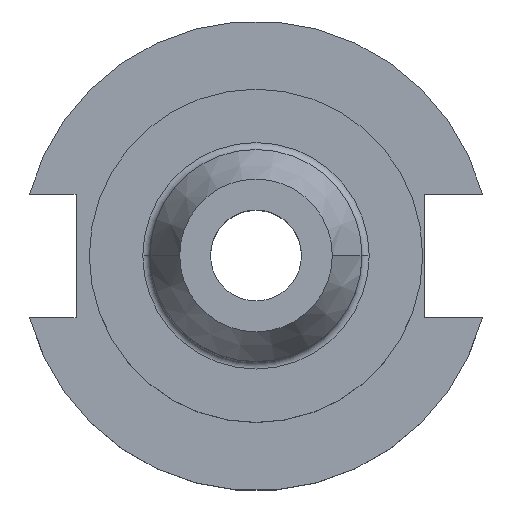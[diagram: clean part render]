
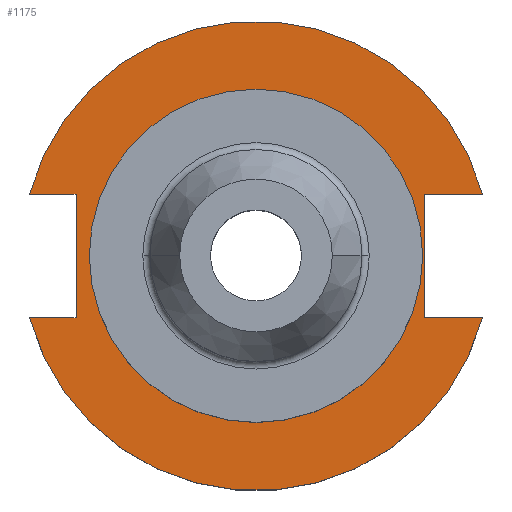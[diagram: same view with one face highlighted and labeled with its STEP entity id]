
A CAD part, top view. The second image highlights one B-rep face of the part: STEP entity #1175.
In plain terms, the highlighted planar face has unit normal (0, 0, 1).
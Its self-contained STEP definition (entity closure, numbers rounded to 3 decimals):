
#19 = AXIS2_PLACEMENT_3D ( 'NONE', #1396, #1372, #1330 ) ;
#74 = ORIENTED_EDGE ( 'NONE', *, *, #1290, .F. ) ;
#77 = CARTESIAN_POINT ( 'NONE',  ( 0., 0., 19.05 ) ) ;
#103 = VECTOR ( 'NONE', #1096, 1000. ) ;
#116 = CARTESIAN_POINT ( 'NONE',  ( -37.719, -12.954, 19.05 ) ) ;
#147 = LINE ( 'NONE', #943, #103 ) ;
#210 = EDGE_CURVE ( 'NONE', #686, #335, #699, .T. ) ;
#215 = DIRECTION ( 'NONE',  ( 0., -1., 0. ) ) ;
#298 = CIRCLE ( 'NONE', #1207, 34.925 ) ;
#323 = VERTEX_POINT ( 'NONE', #880 ) ;
#335 = VERTEX_POINT ( 'NONE', #1257 ) ;
#354 = ORIENTED_EDGE ( 'NONE', *, *, #210, .F. ) ;
#396 = DIRECTION ( 'NONE',  ( 0., 1., 0. ) ) ;
#417 = ORIENTED_EDGE ( 'NONE', *, *, #1068, .F. ) ;
#435 = CARTESIAN_POINT ( 'NONE',  ( -37.719, 12.954, 19.05 ) ) ;
#454 = DIRECTION ( 'NONE',  ( 0., 0., 1. ) ) ;
#462 = ORIENTED_EDGE ( 'NONE', *, *, #982, .T. ) ;
#470 = CARTESIAN_POINT ( 'NONE',  ( -47.477, 12.954, 19.05 ) ) ;
#492 = CIRCLE ( 'NONE', #1458, 34.925 ) ;
#509 = CARTESIAN_POINT ( 'NONE',  ( 47.477, -12.954, 19.05 ) ) ;
#524 = DIRECTION ( 'NONE',  ( -1., 0., 0. ) ) ;
#539 = CARTESIAN_POINT ( 'NONE',  ( 0., 0., 19.05 ) ) ;
#588 = CIRCLE ( 'NONE', #1296, 49.212 ) ;
#606 = LINE ( 'NONE', #1100, #954 ) ;
#641 = CARTESIAN_POINT ( 'NONE',  ( 35.306, 12.954, 19.05 ) ) ;
#669 = CIRCLE ( 'NONE', #1223, 49.212 ) ;
#686 = VERTEX_POINT ( 'NONE', #765 ) ;
#699 = LINE ( 'NONE', #1229, #1017 ) ;
#702 = EDGE_CURVE ( 'NONE', #1619, #798, #740, .T. ) ;
#708 = DIRECTION ( 'NONE',  ( 0., 0., 1. ) ) ;
#728 = DIRECTION ( 'NONE',  ( 1., 0., 0. ) ) ;
#730 = DIRECTION ( 'NONE',  ( -1., 0., 0. ) ) ;
#733 = CARTESIAN_POINT ( 'NONE',  ( -63.719, 12.954, 19.05 ) ) ;
#740 = LINE ( 'NONE', #733, #1427 ) ;
#759 = DIRECTION ( 'NONE',  ( 1., 0., 0. ) ) ;
#765 = CARTESIAN_POINT ( 'NONE',  ( 35.306, 12.954, 19.05 ) ) ;
#782 = VERTEX_POINT ( 'NONE', #509 ) ;
#798 = VERTEX_POINT ( 'NONE', #470 ) ;
#868 = LINE ( 'NONE', #965, #1250 ) ;
#880 = CARTESIAN_POINT ( 'NONE',  ( 47.477, 12.954, 19.05 ) ) ;
#943 = CARTESIAN_POINT ( 'NONE',  ( 35.306, -12.954, 19.05 ) ) ;
#945 = DIRECTION ( 'NONE',  ( 0., 0., 1. ) ) ;
#952 = VERTEX_POINT ( 'NONE', #1578 ) ;
#954 = VECTOR ( 'NONE', #396, 1000. ) ;
#963 = ORIENTED_EDGE ( 'NONE', *, *, #1631, .F. ) ;
#965 = CARTESIAN_POINT ( 'NONE',  ( -63.719, -12.954, 19.05 ) ) ;
#982 = EDGE_CURVE ( 'NONE', #323, #798, #669, .T. ) ;
#987 = EDGE_LOOP ( 'NONE', ( #1106, #963, #354, #417, #462, #1497, #1336, #74 ) ) ;
#1004 = CARTESIAN_POINT ( 'NONE',  ( 0., 0., 19.05 ) ) ;
#1017 = VECTOR ( 'NONE', #215, 1000. ) ;
#1022 = DIRECTION ( 'NONE',  ( 1., 0., 0. ) ) ;
#1040 = FACE_BOUND ( 'NONE', #1363, .T. ) ;
#1042 = VERTEX_POINT ( 'NONE', #116 ) ;
#1068 = EDGE_CURVE ( 'NONE', #323, #686, #1231, .T. ) ;
#1078 = FACE_OUTER_BOUND ( 'NONE', #987, .T. ) ;
#1096 = DIRECTION ( 'NONE',  ( 1., 0., 0. ) ) ;
#1100 = CARTESIAN_POINT ( 'NONE',  ( -37.719, 12.954, 19.05 ) ) ;
#1106 = ORIENTED_EDGE ( 'NONE', *, *, #1508, .T. ) ;
#1114 = ORIENTED_EDGE ( 'NONE', *, *, #1360, .F. ) ;
#1132 = DIRECTION ( 'NONE',  ( 1., 0., 0. ) ) ;
#1137 = DIRECTION ( 'NONE',  ( 0., 0., 1. ) ) ;
#1140 = CARTESIAN_POINT ( 'NONE',  ( 0., 0., 19.05 ) ) ;
#1175 = ADVANCED_FACE ( 'NONE', ( #1040, #1078 ), #1383, .T. ) ;
#1199 = VECTOR ( 'NONE', #524, 1000. ) ;
#1207 = AXIS2_PLACEMENT_3D ( 'NONE', #77, #454, #759 ) ;
#1223 = AXIS2_PLACEMENT_3D ( 'NONE', #1140, #1137, #1132 ) ;
#1225 = EDGE_CURVE ( 'NONE', #1042, #1619, #606, .T. ) ;
#1229 = CARTESIAN_POINT ( 'NONE',  ( 35.306, 12.954, 19.05 ) ) ;
#1231 = LINE ( 'NONE', #641, #1199 ) ;
#1250 = VECTOR ( 'NONE', #1022, 1000. ) ;
#1257 = CARTESIAN_POINT ( 'NONE',  ( 35.306, -12.954, 19.05 ) ) ;
#1289 = CARTESIAN_POINT ( 'NONE',  ( -34.925, 0., 19.05 ) ) ;
#1290 = EDGE_CURVE ( 'NONE', #1308, #1042, #868, .T. ) ;
#1296 = AXIS2_PLACEMENT_3D ( 'NONE', #539, #945, #1415 ) ;
#1308 = VERTEX_POINT ( 'NONE', #1355 ) ;
#1330 = DIRECTION ( 'NONE',  ( 1., 0., 0. ) ) ;
#1336 = ORIENTED_EDGE ( 'NONE', *, *, #1225, .F. ) ;
#1355 = CARTESIAN_POINT ( 'NONE',  ( -47.477, -12.954, 19.05 ) ) ;
#1360 = EDGE_CURVE ( 'NONE', #952, #1566, #492, .T. ) ;
#1363 = EDGE_LOOP ( 'NONE', ( #1114, #1474 ) ) ;
#1372 = DIRECTION ( 'NONE',  ( 0., 0., 1. ) ) ;
#1383 = PLANE ( 'NONE',  #19 ) ;
#1396 = CARTESIAN_POINT ( 'NONE',  ( 0., 49.212, 19.05 ) ) ;
#1415 = DIRECTION ( 'NONE',  ( 1., 0., 0. ) ) ;
#1427 = VECTOR ( 'NONE', #730, 1000. ) ;
#1458 = AXIS2_PLACEMENT_3D ( 'NONE', #1004, #708, #728 ) ;
#1474 = ORIENTED_EDGE ( 'NONE', *, *, #1495, .F. ) ;
#1495 = EDGE_CURVE ( 'NONE', #1566, #952, #298, .T. ) ;
#1497 = ORIENTED_EDGE ( 'NONE', *, *, #702, .F. ) ;
#1508 = EDGE_CURVE ( 'NONE', #1308, #782, #588, .T. ) ;
#1566 = VERTEX_POINT ( 'NONE', #1289 ) ;
#1578 = CARTESIAN_POINT ( 'NONE',  ( 34.925, 0., 19.05 ) ) ;
#1619 = VERTEX_POINT ( 'NONE', #435 ) ;
#1631 = EDGE_CURVE ( 'NONE', #335, #782, #147, .T. ) ;
